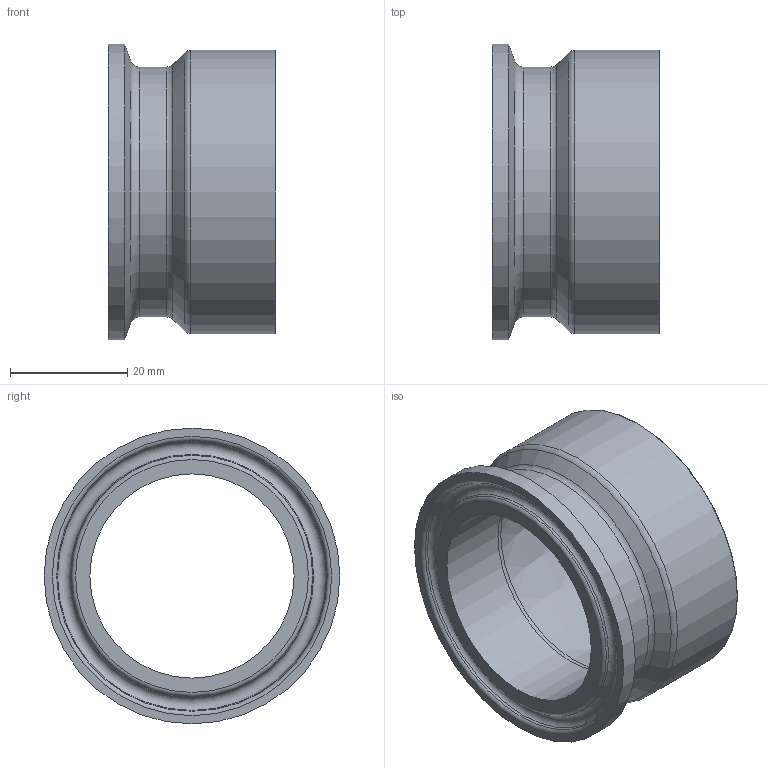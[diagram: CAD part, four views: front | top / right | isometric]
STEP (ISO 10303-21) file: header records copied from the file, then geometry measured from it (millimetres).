
FILE_DESCRIPTION(/* description */ (''),/* implementation_level */ '2;1');
FILE_NAME(/* name */ '19MPX-1.5.stp',/* time_stamp */ '2024-03-26T11:28:39-04:00',/* author */ ('brad'),/* organization */ (''),/* preprocessor_version */ 'ST-DEVELOPER v20',/* originating_system */ 'Autodesk Inventor 2024',/* authorisation */ '');
FILE_SCHEMA (('AUTOMOTIVE_DESIGN { 1 0 10303 214 3 1 1 }'));
Length unit declared in the file: inch
Products named in the file (1): 19MPX-1.5
Bounding box: 28.57 x 50.39 x 50.39 mm (x, y, z)
Volume: 18066.4 mm3; surface area: 9727.2 mm2
Topology: 1 solids, 1 shells, 21 faces, 53 edges, 35 vertices
Faces by surface type: torus 9, cone 5, cylinder 4, plane 3
Full cylindrical faces by diameter (mm): 34.798 x1, 42.57 x1, 48.26 x1, 50.394 x1
Entity records: 712 total; most frequent: DIRECTION 141, CARTESIAN_POINT 110, ORIENTED_EDGE 106, AXIS2_PLACEMENT_3D 66, EDGE_CURVE 53, CIRCLE 44, VERTEX_POINT 35, EDGE_LOOP 24
